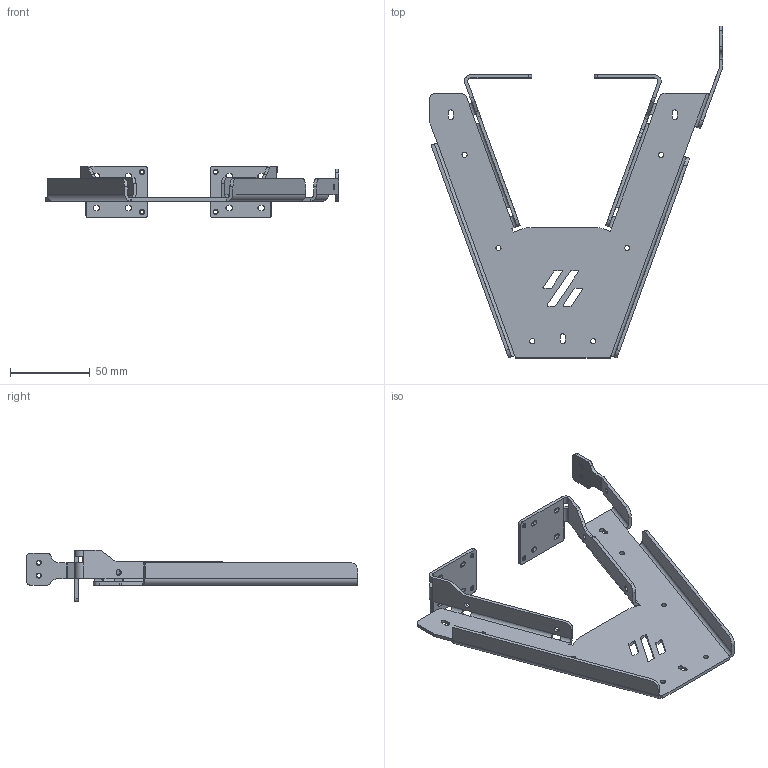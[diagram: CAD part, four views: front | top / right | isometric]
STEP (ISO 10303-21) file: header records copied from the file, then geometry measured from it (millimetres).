
FILE_DESCRIPTION(/* description */ (''),/* implementation_level */ '2;1');
FILE_NAME(/* name */ 'Tiny-M kirigami mod_Tiny-M bed v1.step',/* time_stamp */ '2024-03-07T10:02:51+09:00',/* author */ (''),/* organization */ (''),/* preprocessor_version */ 'ST-DEVELOPER v20',/* originating_system */ 'Autodesk Translation Framework v12.20.1.177',/* authorisation */ '');
FILE_SCHEMA (('AUTOMOTIVE_DESIGN { 1 0 10303 214 3 1 1 }'));
Length unit declared in the file: millimetre
Products named in the file (1): Tiny-M kirigami mod_Tiny-M bed
Bounding box: 183.54 x 207.5 x 32.5 mm (x, y, z)
Volume: 43982.2 mm3; surface area: 47685 mm2
Topology: 1 solids, 1 shells, 300 faces, 858 edges, 548 vertices
Faces by surface type: cylinder 163, plane 125, bspline 12
Full cylindrical faces by diameter (mm): 2.529 x12, 3.086 x6, 3.2 x7, 3.5 x4
Entity records: 14533 total; most frequent: CARTESIAN_POINT 6675, ORIENTED_EDGE 1716, DIRECTION 1518, EDGE_CURVE 858, VERTEX_POINT 548, AXIS2_PLACEMENT_3D 519, LINE 480, VECTOR 480
